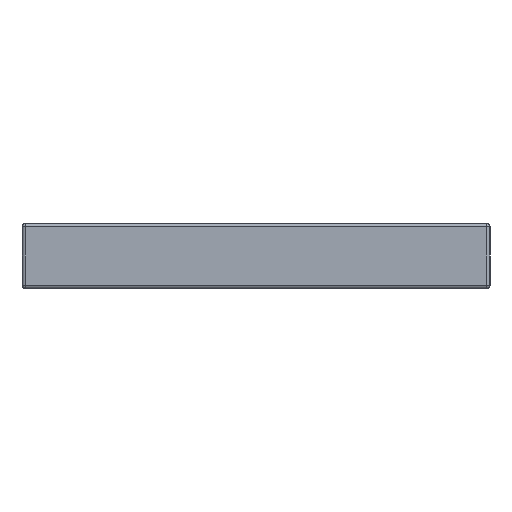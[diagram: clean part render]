
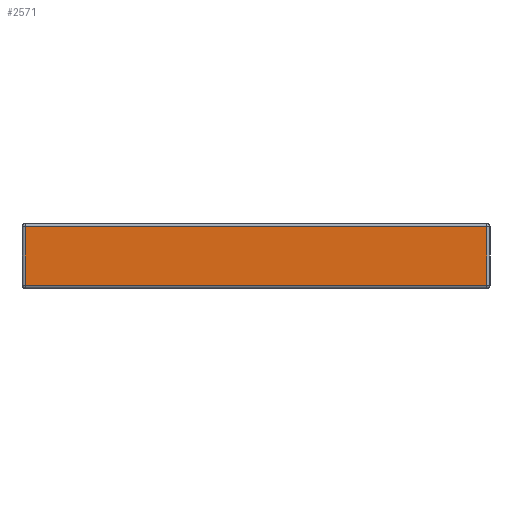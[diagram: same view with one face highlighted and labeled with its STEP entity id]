
A CAD part, left-side view. The second image highlights one B-rep face of the part: STEP entity #2571.
In plain terms, the highlighted planar face has unit normal (-1, 0, 0).
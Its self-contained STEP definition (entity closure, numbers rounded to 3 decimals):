
#45=PLANE('',#2752);
#137=LINE('',#3722,#431);
#139=LINE('',#3725,#433);
#156=LINE('',#3771,#450);
#158=LINE('',#3774,#452);
#431=VECTOR('',#2980,10.);
#433=VECTOR('',#2984,10.);
#450=VECTOR('',#3041,10.);
#452=VECTOR('',#3045,10.);
#788=FACE_OUTER_BOUND('',#942,.T.);
#942=EDGE_LOOP('',(#1920,#1921,#1922,#1923));
#1164=VERTEX_POINT('',#3687);
#1166=VERTEX_POINT('',#3692);
#1169=VERTEX_POINT('',#3699);
#1176=VERTEX_POINT('',#3718);
#1423=EDGE_CURVE('',#1166,#1176,#137,.T.);
#1425=EDGE_CURVE('',#1176,#1169,#139,.T.);
#1451=EDGE_CURVE('',#1169,#1164,#156,.T.);
#1453=EDGE_CURVE('',#1164,#1166,#158,.T.);
#1920=ORIENTED_EDGE('',*,*,#1423,.F.);
#1921=ORIENTED_EDGE('',*,*,#1453,.F.);
#1922=ORIENTED_EDGE('',*,*,#1451,.F.);
#1923=ORIENTED_EDGE('',*,*,#1425,.F.);
#2571=ADVANCED_FACE('',(#788),#45,.T.);
#2752=AXIS2_PLACEMENT_3D('',#3882,#3104,#3105);
#2980=DIRECTION('',(0.,-1.,0.));
#2984=DIRECTION('',(0.,0.,-1.));
#3041=DIRECTION('',(0.,1.,0.));
#3045=DIRECTION('',(0.,0.,1.));
#3104=DIRECTION('center_axis',(-1.,0.,0.));
#3105=DIRECTION('ref_axis',(0.,-1.,0.));
#3687=CARTESIAN_POINT('',(-6.38,137.497,-11.5));
#3692=CARTESIAN_POINT('',(-6.38,137.497,7.));
#3699=CARTESIAN_POINT('',(-6.38,-8.04,-11.5));
#3718=CARTESIAN_POINT('',(-6.38,-8.04,7.));
#3722=CARTESIAN_POINT('',(-6.38,101.613,7.));
#3725=CARTESIAN_POINT('',(-6.38,-8.04,1.5));
#3771=CARTESIAN_POINT('',(-6.38,101.613,-11.5));
#3774=CARTESIAN_POINT('',(-6.38,137.497,1.5));
#3882=CARTESIAN_POINT('Origin',(-6.38,138.497,1.5));
